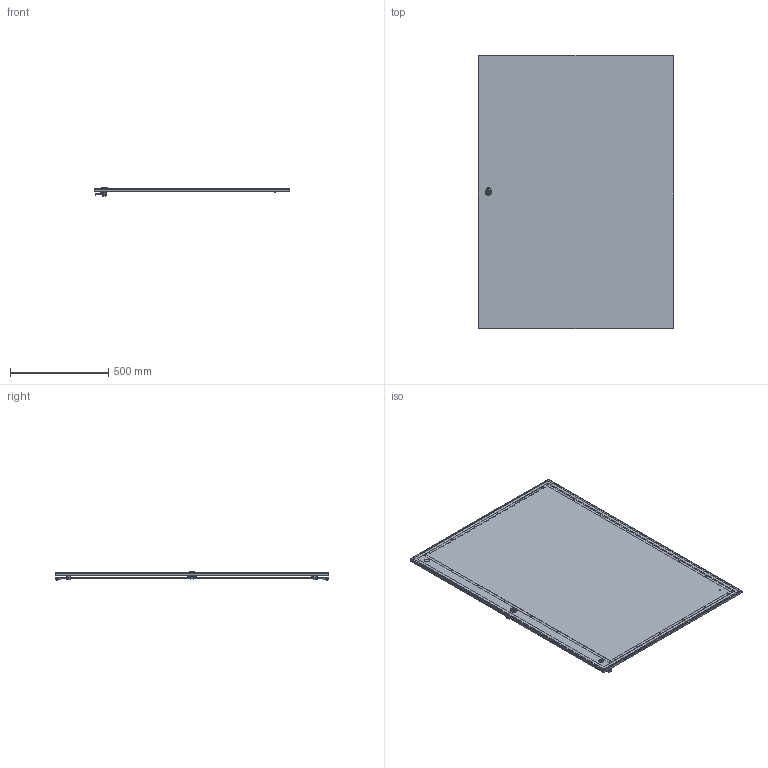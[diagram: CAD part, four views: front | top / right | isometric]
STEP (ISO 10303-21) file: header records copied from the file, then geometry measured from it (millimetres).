
FILE_DESCRIPTION(/* description */ (''),/* implementation_level */ '2;1');
FILE_NAME(/* name */ 'PO140100.stp',/* time_stamp */ '2018-05-17T17:16:11+02:00',/* author */ (''),/* organization */ (''),/* preprocessor_version */ 'ST-DEVELOPER v15',/* originating_system */ 'SIEMENS PLM Software NX 9.0',/* authorisation */ '');
FILE_SCHEMA (('CONFIG_CONTROL_DESIGN'));
Length unit declared in the file: millimetre
Products named in the file (16): 995.P049_01; 995.P051.01_01; 995.P048_01; 995.P162_01; 995.P020_01; 995.P012_01; 995.P013_01; 500.P011_01; 500.P002_01; 500_P013_01_01_stp; 500_P009_12_01_stp; 500_P008_39_01_stp; PN_M6x15_stp; 995_C020_01_stp; Puerta_140100_stp; PO140100_stp
Assembly tree (22 placements, depth 4):
  PO140100_stp
    Puerta_140100_stp
      PN_M6x15_stp  x2
      500_P008_39_01_stp
      500_P009_12_01_stp  x2
      500_P013_01_01_stp  x2
      500.P002_01  x3
      500.P011_01
      995_C020_01_stp
        995.P013_01
        995.P012_01
        995.P020_01
        995.P162_01
        995.P048_01
        995.P051.01_01  x2
        995.P049_01  x2
Bounding box: 996.5 x 1395 x 42.12 mm (x, y, z)
Volume: 2888044.7 mm3; surface area: 3464537.6 mm2
Topology: 32 solids, 32 shells, 1243 faces, 3185 edges, 2023 vertices
Faces by surface type: cylinder 578, plane 482, bspline 75, torus 52, cone 35, sphere 21
Full cylindrical faces by diameter (mm): 3.5 x176, 5 x28, 7 x10, 10 x1, 16.25 x1, 19.3 x1
Entity records: 37905 total; most frequent: CARTESIAN_POINT 14204, DIRECTION 4499, ORIENTED_EDGE 4380, EDGE_CURVE 2190, AXIS2_PLACEMENT_3D 1726, VERTEX_POINT 1451, EDGE_LOOP 1293, LINE 1047
